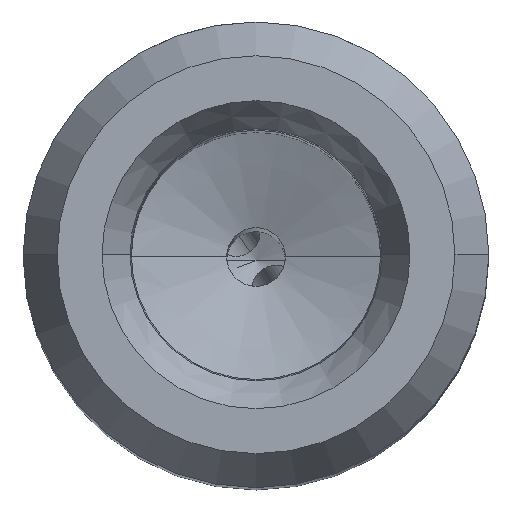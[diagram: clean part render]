
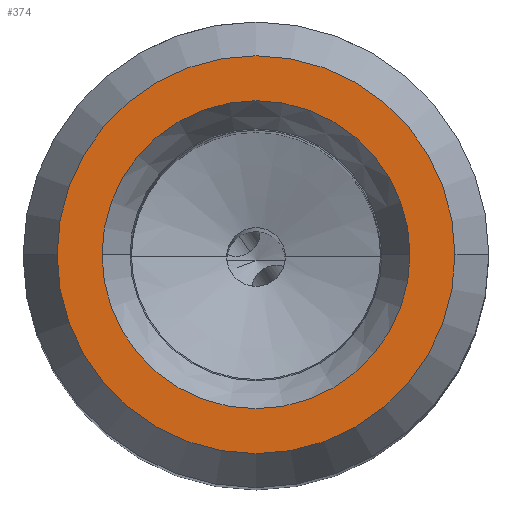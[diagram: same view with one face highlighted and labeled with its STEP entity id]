
A CAD part, top view. The second image highlights one B-rep face of the part: STEP entity #374.
In plain terms, the highlighted planar face has unit normal (0, 0, 1).
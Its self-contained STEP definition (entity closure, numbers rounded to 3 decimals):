
#107=FACE_BOUND('',#792,.T.);
#108=FACE_BOUND('',#793,.T.);
#210=CIRCLE('',#3804,5.25);
#215=CIRCLE('',#3812,5.25);
#216=CIRCLE('',#3814,6.783);
#217=CIRCLE('',#3815,6.783);
#324=PLANE('',#3816);
#374=ADVANCED_FACE('',(#107,#108),#324,.T.);
#792=EDGE_LOOP('',(#1374,#1375));
#793=EDGE_LOOP('',(#1376,#1377));
#1374=ORIENTED_EDGE('',*,*,#2874,.F.);
#1375=ORIENTED_EDGE('',*,*,#2882,.F.);
#1376=ORIENTED_EDGE('',*,*,#2883,.F.);
#1377=ORIENTED_EDGE('',*,*,#2884,.F.);
#2481=VERTEX_POINT('',#4925);
#2483=VERTEX_POINT('',#4928);
#2487=VERTEX_POINT('',#4945);
#2488=VERTEX_POINT('',#4946);
#2874=EDGE_CURVE('',#2481,#2483,#210,.T.);
#2882=EDGE_CURVE('',#2483,#2481,#215,.T.);
#2883=EDGE_CURVE('',#2487,#2488,#216,.T.);
#2884=EDGE_CURVE('',#2488,#2487,#217,.T.);
#3804=AXIS2_PLACEMENT_3D('',#4927,#4162,#4163);
#3812=AXIS2_PLACEMENT_3D('',#4942,#4181,#4182);
#3814=AXIS2_PLACEMENT_3D('',#4944,#4185,#4186);
#3815=AXIS2_PLACEMENT_3D('',#4947,#4187,#4188);
#3816=AXIS2_PLACEMENT_3D('',#4948,#4189,#4190);
#4162=DIRECTION('',(0.,0.,1.));
#4163=DIRECTION('',(1.,0.,0.));
#4181=DIRECTION('',(0.,0.,1.));
#4182=DIRECTION('',(-1.,0.,0.));
#4185=DIRECTION('',(0.,0.,-1.));
#4186=DIRECTION('',(1.,0.,0.));
#4187=DIRECTION('',(0.,0.,-1.));
#4188=DIRECTION('',(-1.,0.,0.));
#4189=DIRECTION('',(0.,0.,1.));
#4190=DIRECTION('',(-1.,0.,0.));
#4925=CARTESIAN_POINT('',(5.25,0.,24.5));
#4927=CARTESIAN_POINT('',(0.,0.,24.5));
#4928=CARTESIAN_POINT('',(-5.25,0.,24.5));
#4942=CARTESIAN_POINT('',(0.,0.,24.5));
#4944=CARTESIAN_POINT('',(0.,0.,24.5));
#4945=CARTESIAN_POINT('',(6.783,0.,24.5));
#4946=CARTESIAN_POINT('',(-6.783,0.,24.5));
#4947=CARTESIAN_POINT('',(0.,0.,24.5));
#4948=CARTESIAN_POINT('',(0.,0.,24.5));
